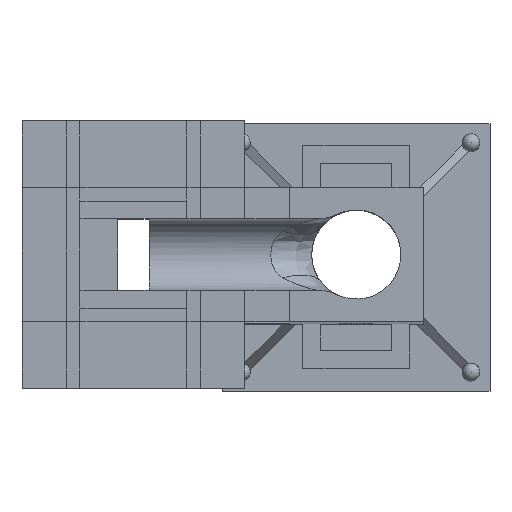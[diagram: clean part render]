
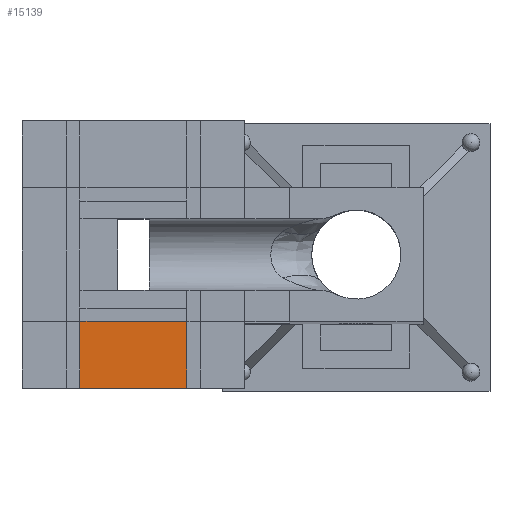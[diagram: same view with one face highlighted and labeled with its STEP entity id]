
A CAD part, top view. The second image highlights one B-rep face of the part: STEP entity #15139.
In plain terms, the highlighted planar face has unit normal (0, 0, 1).
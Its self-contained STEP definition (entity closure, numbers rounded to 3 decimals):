
#12033 = VERTEX_POINT('',#12034);
#12034 = CARTESIAN_POINT('',(-3.8,-1.5,
    38.));
#12048 = PLANE('',#12049);
#12049 = AXIS2_PLACEMENT_3D('',#12050,#12051,#12052);
#12050 = CARTESIAN_POINT('',(-5.,0.,
    38.));
#12051 = DIRECTION('',(0.,0.,1.));
#12052 = DIRECTION('',(1.,0.,0.));
#12074 = PLANE('',#12075);
#12075 = AXIS2_PLACEMENT_3D('',#12076,#12077,#12078);
#12076 = CARTESIAN_POINT('',(1.5,1.5,
    38.));
#12077 = DIRECTION('',(-0.,0.,-1.));
#12078 = DIRECTION('',(-1.,0.,0.));
#13200 = VERTEX_POINT('',#13201);
#13201 = CARTESIAN_POINT('',(-6.2,-1.5,
    38.));
#13224 = EDGE_CURVE('',#12033,#13200,#13225,.T.);
#13225 = SURFACE_CURVE('',#13226,(#13230,#13237),.PCURVE_S1.);
#13226 = LINE('',#13227,#13228);
#13227 = CARTESIAN_POINT('',(1.5,-1.5,
    38.));
#13228 = VECTOR('',#13229,1.);
#13229 = DIRECTION('',(-1.,0.,0.));
#13230 = PCURVE('',#12074,#13231);
#13231 = DEFINITIONAL_REPRESENTATION('',(#13232),#13236);
#13232 = LINE('',#13233,#13234);
#13233 = CARTESIAN_POINT('',(0.,-3.));
#13234 = VECTOR('',#13235,1.);
#13235 = DIRECTION('',(1.,0.));
#13236 = ( GEOMETRIC_REPRESENTATION_CONTEXT(2) 
PARAMETRIC_REPRESENTATION_CONTEXT() REPRESENTATION_CONTEXT('2D SPACE',''
  ) );
#13237 = PCURVE('',#13238,#13243);
#13238 = PLANE('',#13239);
#13239 = AXIS2_PLACEMENT_3D('',#13240,#13241,#13242);
#13240 = CARTESIAN_POINT('',(-5.,0.,
    38.));
#13241 = DIRECTION('',(0.,0.,1.));
#13242 = DIRECTION('',(1.,0.,0.));
#13243 = DEFINITIONAL_REPRESENTATION('',(#13244),#13248);
#13244 = LINE('',#13245,#13246);
#13245 = CARTESIAN_POINT('',(6.5,-1.5));
#13246 = VECTOR('',#13247,1.);
#13247 = DIRECTION('',(-1.,0.));
#13248 = ( GEOMETRIC_REPRESENTATION_CONTEXT(2) 
PARAMETRIC_REPRESENTATION_CONTEXT() REPRESENTATION_CONTEXT('2D SPACE',''
  ) );
#13277 = EDGE_CURVE('',#12033,#13278,#13280,.T.);
#13278 = VERTEX_POINT('',#13279);
#13279 = CARTESIAN_POINT('',(-3.8,-3.,
    38.));
#13280 = SURFACE_CURVE('',#13281,(#13285,#13292),.PCURVE_S1.);
#13281 = LINE('',#13282,#13283);
#13282 = CARTESIAN_POINT('',(-3.8,3.,
    38.));
#13283 = VECTOR('',#13284,1.);
#13284 = DIRECTION('',(0.,-1.,0.));
#13285 = PCURVE('',#12048,#13286);
#13286 = DEFINITIONAL_REPRESENTATION('',(#13287),#13291);
#13287 = LINE('',#13288,#13289);
#13288 = CARTESIAN_POINT('',(1.2,3.));
#13289 = VECTOR('',#13290,1.);
#13290 = DIRECTION('',(0.,-1.));
#13291 = ( GEOMETRIC_REPRESENTATION_CONTEXT(2) 
PARAMETRIC_REPRESENTATION_CONTEXT() REPRESENTATION_CONTEXT('2D SPACE',''
  ) );
#13292 = PCURVE('',#13238,#13293);
#13293 = DEFINITIONAL_REPRESENTATION('',(#13294),#13298);
#13294 = LINE('',#13295,#13296);
#13295 = CARTESIAN_POINT('',(1.2,3.));
#13296 = VECTOR('',#13297,1.);
#13297 = DIRECTION('',(0.,-1.));
#13298 = ( GEOMETRIC_REPRESENTATION_CONTEXT(2) 
PARAMETRIC_REPRESENTATION_CONTEXT() REPRESENTATION_CONTEXT('2D SPACE',''
  ) );
#13314 = PLANE('',#13315);
#13315 = AXIS2_PLACEMENT_3D('',#13316,#13317,#13318);
#13316 = CARTESIAN_POINT('',(-7.5,-3.,
    38.));
#13317 = DIRECTION('',(0.,-1.,0.));
#13318 = DIRECTION('',(1.,0.,0.));
#15102 = PLANE('',#15103);
#15103 = AXIS2_PLACEMENT_3D('',#15104,#15105,#15106);
#15104 = CARTESIAN_POINT('',(-5.,0.,
    38.));
#15105 = DIRECTION('',(0.,0.,1.));
#15106 = DIRECTION('',(1.,0.,0.));
#15139 = ADVANCED_FACE('',(#15140),#13238,.T.);
#15140 = FACE_BOUND('',#15141,.T.);
#15141 = EDGE_LOOP('',(#15142,#15143,#15144,#15167));
#15142 = ORIENTED_EDGE('',*,*,#13277,.F.);
#15143 = ORIENTED_EDGE('',*,*,#13224,.T.);
#15144 = ORIENTED_EDGE('',*,*,#15145,.T.);
#15145 = EDGE_CURVE('',#13200,#15146,#15148,.T.);
#15146 = VERTEX_POINT('',#15147);
#15147 = CARTESIAN_POINT('',(-6.2,-3.,
    38.));
#15148 = SURFACE_CURVE('',#15149,(#15153,#15160),.PCURVE_S1.);
#15149 = LINE('',#15150,#15151);
#15150 = CARTESIAN_POINT('',(-6.2,3.,
    38.));
#15151 = VECTOR('',#15152,1.);
#15152 = DIRECTION('',(0.,-1.,0.));
#15153 = PCURVE('',#13238,#15154);
#15154 = DEFINITIONAL_REPRESENTATION('',(#15155),#15159);
#15155 = LINE('',#15156,#15157);
#15156 = CARTESIAN_POINT('',(-1.2,3.));
#15157 = VECTOR('',#15158,1.);
#15158 = DIRECTION('',(0.,-1.));
#15159 = ( GEOMETRIC_REPRESENTATION_CONTEXT(2) 
PARAMETRIC_REPRESENTATION_CONTEXT() REPRESENTATION_CONTEXT('2D SPACE',''
  ) );
#15160 = PCURVE('',#15102,#15161);
#15161 = DEFINITIONAL_REPRESENTATION('',(#15162),#15166);
#15162 = LINE('',#15163,#15164);
#15163 = CARTESIAN_POINT('',(-1.2,3.));
#15164 = VECTOR('',#15165,1.);
#15165 = DIRECTION('',(0.,-1.));
#15166 = ( GEOMETRIC_REPRESENTATION_CONTEXT(2) 
PARAMETRIC_REPRESENTATION_CONTEXT() REPRESENTATION_CONTEXT('2D SPACE',''
  ) );
#15167 = ORIENTED_EDGE('',*,*,#15168,.T.);
#15168 = EDGE_CURVE('',#15146,#13278,#15169,.T.);
#15169 = SURFACE_CURVE('',#15170,(#15174,#15181),.PCURVE_S1.);
#15170 = LINE('',#15171,#15172);
#15171 = CARTESIAN_POINT('',(-7.5,-3.,
    38.));
#15172 = VECTOR('',#15173,1.);
#15173 = DIRECTION('',(1.,0.,0.));
#15174 = PCURVE('',#13238,#15175);
#15175 = DEFINITIONAL_REPRESENTATION('',(#15176),#15180);
#15176 = LINE('',#15177,#15178);
#15177 = CARTESIAN_POINT('',(-2.5,-3.));
#15178 = VECTOR('',#15179,1.);
#15179 = DIRECTION('',(1.,0.));
#15180 = ( GEOMETRIC_REPRESENTATION_CONTEXT(2) 
PARAMETRIC_REPRESENTATION_CONTEXT() REPRESENTATION_CONTEXT('2D SPACE',''
  ) );
#15181 = PCURVE('',#13314,#15182);
#15182 = DEFINITIONAL_REPRESENTATION('',(#15183),#15187);
#15183 = LINE('',#15184,#15185);
#15184 = CARTESIAN_POINT('',(0.,0.));
#15185 = VECTOR('',#15186,1.);
#15186 = DIRECTION('',(1.,0.));
#15187 = ( GEOMETRIC_REPRESENTATION_CONTEXT(2) 
PARAMETRIC_REPRESENTATION_CONTEXT() REPRESENTATION_CONTEXT('2D SPACE',''
  ) );
